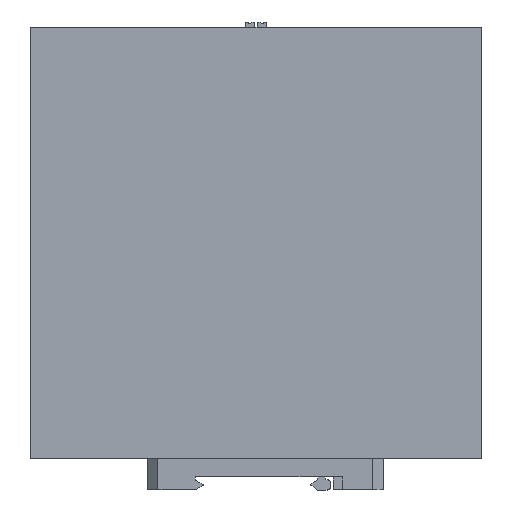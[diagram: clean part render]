
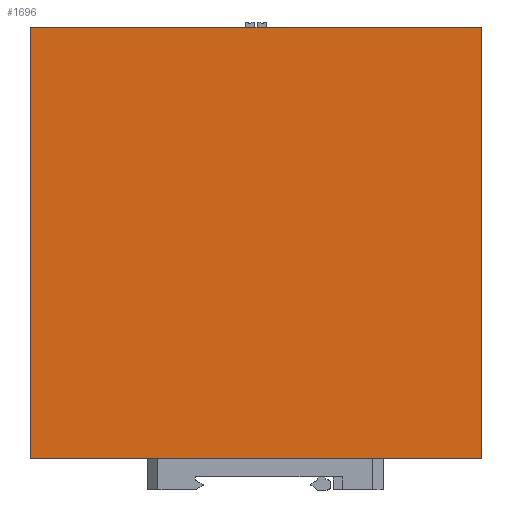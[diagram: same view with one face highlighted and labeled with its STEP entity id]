
A CAD part, left-side view. The second image highlights one B-rep face of the part: STEP entity #1696.
In plain terms, the highlighted planar face has unit normal (-1, 0, 0).
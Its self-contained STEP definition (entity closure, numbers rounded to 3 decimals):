
#1661=AXIS2_PLACEMENT_3D('Plane Axis2P3D',#1658,#1659,#1660) ;
#120=CARTESIAN_POINT('Vertex',(0.,130.,9.1)) ;
#123=CARTESIAN_POINT('Line Origine',(0.,130.,71.325)) ;
#127=CARTESIAN_POINT('Vertex',(0.,130.,133.55)) ;
#1658=CARTESIAN_POINT('Axis2P3D Location',(0.,65.,69.1)) ;
#1663=CARTESIAN_POINT('Line Origine',(0.,0.,71.35)) ;
#1667=CARTESIAN_POINT('Vertex',(0.,0.,9.1)) ;
#1669=CARTESIAN_POINT('Vertex',(0.,0.,133.6)) ;
#1672=CARTESIAN_POINT('Line Origine',(0.,65.,133.6)) ;
#1676=CARTESIAN_POINT('Vertex',(0.,130.,133.6)) ;
#1679=CARTESIAN_POINT('Line Origine',(0.,130.,133.575)) ;
#1684=CARTESIAN_POINT('Line Origine',(0.,65.,9.1)) ;
#124=DIRECTION('Vector Direction',(0.,0.,1.)) ;
#1659=DIRECTION('Axis2P3D Direction',(-1.,0.,0.)) ;
#1660=DIRECTION('Axis2P3D XDirection',(0.,0.,-1.)) ;
#1664=DIRECTION('Vector Direction',(0.,0.,1.)) ;
#1673=DIRECTION('Vector Direction',(0.,1.,0.)) ;
#1680=DIRECTION('Vector Direction',(0.,0.,1.)) ;
#1685=DIRECTION('Vector Direction',(0.,-1.,0.)) ;
#125=VECTOR('Line Direction',#124,1.) ;
#1665=VECTOR('Line Direction',#1664,1.) ;
#1674=VECTOR('Line Direction',#1673,1.) ;
#1681=VECTOR('Line Direction',#1680,1.) ;
#1686=VECTOR('Line Direction',#1685,1.) ;
#1690=ORIENTED_EDGE('',*,*,#1671,.T.) ;
#1691=ORIENTED_EDGE('',*,*,#1678,.T.) ;
#1692=ORIENTED_EDGE('',*,*,#1683,.F.) ;
#1693=ORIENTED_EDGE('',*,*,#129,.F.) ;
#1694=ORIENTED_EDGE('',*,*,#1688,.T.) ;
#1696=ADVANCED_FACE('PRO ECO',(#1695),#1662,.T.) ;
#129=EDGE_CURVE('',#121,#128,#126,.T.) ;
#1671=EDGE_CURVE('',#1668,#1670,#1666,.T.) ;
#1678=EDGE_CURVE('',#1670,#1677,#1675,.T.) ;
#1683=EDGE_CURVE('',#128,#1677,#1682,.T.) ;
#1688=EDGE_CURVE('',#121,#1668,#1687,.T.) ;
#1689=EDGE_LOOP('',(#1690,#1691,#1692,#1693,#1694)) ;
#1695=FACE_OUTER_BOUND('',#1689,.T.) ;
#126=LINE('Line',#123,#125) ;
#1666=LINE('Line',#1663,#1665) ;
#1675=LINE('Line',#1672,#1674) ;
#1682=LINE('Line',#1679,#1681) ;
#1687=LINE('Line',#1684,#1686) ;
#1662=PLANE('',#1661) ;
#121=VERTEX_POINT('',#120) ;
#128=VERTEX_POINT('',#127) ;
#1668=VERTEX_POINT('',#1667) ;
#1670=VERTEX_POINT('',#1669) ;
#1677=VERTEX_POINT('',#1676) ;
